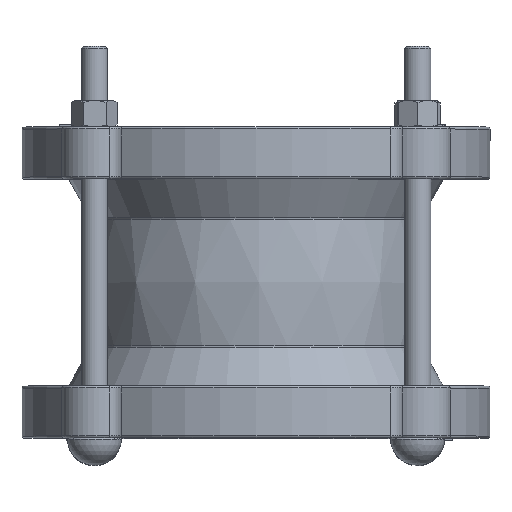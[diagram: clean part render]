
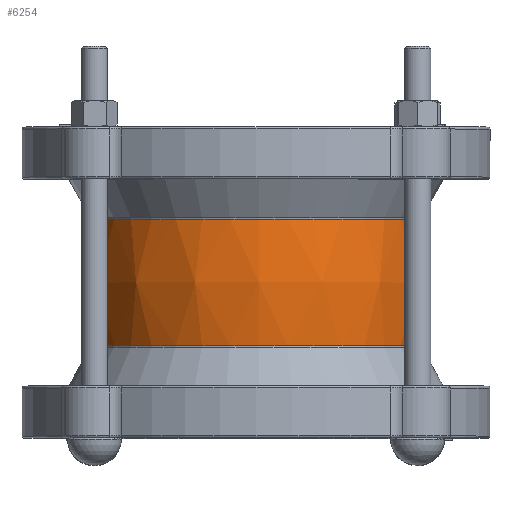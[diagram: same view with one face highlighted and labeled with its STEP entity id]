
A CAD part, top view. The second image highlights one B-rep face of the part: STEP entity #6254.
In plain terms, the highlighted free-form (B-spline) face has degree [2, 2] with [3, 9] control points.
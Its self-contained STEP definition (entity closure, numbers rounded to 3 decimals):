
#460=(
BOUNDED_SURFACE()
B_SPLINE_SURFACE(2,2,((#9020,#9021,#9022,#9023,#9024,#9025,#9026,#9027,
#9028),(#9029,#9030,#9031,#9032,#9033,#9034,#9035,#9036,#9037),(#9038,#9039,
#9040,#9041,#9042,#9043,#9044,#9045,#9046)),.UNSPECIFIED.,.F.,.T.,.F.)
B_SPLINE_SURFACE_WITH_KNOTS((3,3),(3,2,2,2,3),(-0.219,0.219),
(-3.142,-1.571,0.,1.571,3.142),
 .UNSPECIFIED.)
GEOMETRIC_REPRESENTATION_ITEM()
RATIONAL_B_SPLINE_SURFACE(((1.,0.707,1.,0.707,1.,
0.707,1.,0.707,1.),(0.976,0.69,
0.976,0.69,0.976,0.69,
0.976,0.69,0.976),(1.,0.707,
1.,0.707,1.,0.707,1.,0.707,1.)))
REPRESENTATION_ITEM('')
SURFACE()
);
#1442=FACE_OUTER_BOUND('',#1813,.T.);
#1813=EDGE_LOOP('',(#4077,#4078,#4079,#4080));
#2231=CIRCLE('',#6788,76.001);
#2235=CIRCLE('',#6793,76.001);
#2236=CIRCLE('',#6794,133.677);
#2538=VERTEX_POINT('',#9010);
#2541=VERTEX_POINT('',#9047);
#3138=EDGE_CURVE('',#2538,#2538,#2231,.T.);
#3143=EDGE_CURVE('',#2541,#2541,#2235,.T.);
#3144=EDGE_CURVE('',#2541,#2538,#2236,.T.);
#4077=ORIENTED_EDGE('',*,*,#3143,.F.);
#4078=ORIENTED_EDGE('',*,*,#3144,.T.);
#4079=ORIENTED_EDGE('',*,*,#3138,.F.);
#4080=ORIENTED_EDGE('',*,*,#3144,.F.);
#6254=ADVANCED_FACE('',(#1442),#460,.F.);
#6788=AXIS2_PLACEMENT_3D('',#9012,#7413,#7414);
#6793=AXIS2_PLACEMENT_3D('',#9048,#7424,#7425);
#6794=AXIS2_PLACEMENT_3D('',#9049,#7426,#7427);
#7413=DIRECTION('center_axis',(0.,-1.,0.));
#7414=DIRECTION('ref_axis',(-1.,0.,0.));
#7424=DIRECTION('center_axis',(0.,1.,0.));
#7425=DIRECTION('ref_axis',(-1.,0.,0.));
#7426=DIRECTION('center_axis',(-1.,0.,0.));
#7427=DIRECTION('ref_axis',(0.,0.,
-1.));
#9010=CARTESIAN_POINT('',(0.,-29.082,-76.001));
#9012=CARTESIAN_POINT('Origin',(0.,-29.082,
0.));
#9020=CARTESIAN_POINT('Ctrl Pts',(0.,-29.082,
-76.001));
#9021=CARTESIAN_POINT('Ctrl Pts',(-76.001,-29.082,-76.001));
#9022=CARTESIAN_POINT('Ctrl Pts',(-76.001,-29.082,0.));
#9023=CARTESIAN_POINT('Ctrl Pts',(-76.001,-29.082,76.001));
#9024=CARTESIAN_POINT('Ctrl Pts',(0.,-29.082,
76.001));
#9025=CARTESIAN_POINT('Ctrl Pts',(76.001,-29.082,76.001));
#9026=CARTESIAN_POINT('Ctrl Pts',(76.001,-29.082,0.));
#9027=CARTESIAN_POINT('Ctrl Pts',(76.001,-29.082,-76.001));
#9028=CARTESIAN_POINT('Ctrl Pts',(0.,-29.082,
-76.001));
#9029=CARTESIAN_POINT('Ctrl Pts',(0.,0.,
-82.484));
#9030=CARTESIAN_POINT('Ctrl Pts',(-82.484,0.,
-82.484));
#9031=CARTESIAN_POINT('Ctrl Pts',(-82.484,0.,
0.));
#9032=CARTESIAN_POINT('Ctrl Pts',(-82.484,0.,
82.484));
#9033=CARTESIAN_POINT('Ctrl Pts',(0.,0.,
82.484));
#9034=CARTESIAN_POINT('Ctrl Pts',(82.484,0.,
82.484));
#9035=CARTESIAN_POINT('Ctrl Pts',(82.484,0.,
0.));
#9036=CARTESIAN_POINT('Ctrl Pts',(82.484,0.,
-82.484));
#9037=CARTESIAN_POINT('Ctrl Pts',(0.,0.,
-82.484));
#9038=CARTESIAN_POINT('Ctrl Pts',(0.,29.082,
-76.001));
#9039=CARTESIAN_POINT('Ctrl Pts',(-76.001,29.082,-76.001));
#9040=CARTESIAN_POINT('Ctrl Pts',(-76.001,29.082,0.));
#9041=CARTESIAN_POINT('Ctrl Pts',(-76.001,29.082,76.001));
#9042=CARTESIAN_POINT('Ctrl Pts',(0.,29.082,
76.001));
#9043=CARTESIAN_POINT('Ctrl Pts',(76.001,29.082,76.001));
#9044=CARTESIAN_POINT('Ctrl Pts',(76.001,29.082,0.));
#9045=CARTESIAN_POINT('Ctrl Pts',(76.001,29.082,-76.001));
#9046=CARTESIAN_POINT('Ctrl Pts',(0.,29.082,
-76.001));
#9047=CARTESIAN_POINT('',(0.,29.082,-76.001));
#9048=CARTESIAN_POINT('Origin',(0.,29.082,
0.));
#9049=CARTESIAN_POINT('Origin',(0.,0.,
54.474));
